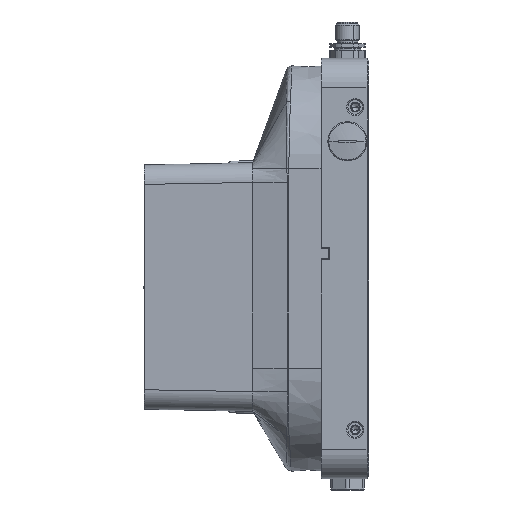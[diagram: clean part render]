
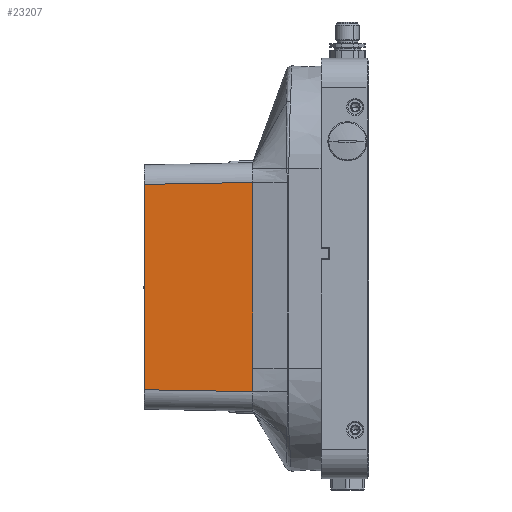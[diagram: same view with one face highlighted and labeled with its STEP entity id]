
A CAD part, front view. The second image highlights one B-rep face of the part: STEP entity #23207.
In plain terms, the highlighted face is planar.
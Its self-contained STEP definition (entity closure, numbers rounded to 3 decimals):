
#18334=CARTESIAN_POINT('',(-31.5,48.,52.502));
#18362=CARTESIAN_POINT('',(-31.5,48.,-52.502));
#18373=DIRECTION('',(0.,0.,1.));
#18374=VECTOR('',#18373,105.003);
#18375=CARTESIAN_POINT('',(-31.5,48.,-52.502));
#18376=LINE('',#18375,#18374);
#18408=DIRECTION('',(-1.,-0.017,-0.017));
#18409=VECTOR('',#18408,55.517);
#18410=CARTESIAN_POINT('',(24.,48.969,53.47));
#18411=LINE('',#18410,#18409);
#18415=DIRECTION('',(1.,0.017,-0.017));
#18416=VECTOR('',#18415,55.517);
#18417=CARTESIAN_POINT('',(-31.5,48.,-52.502));
#18418=LINE('',#18417,#18416);
#18422=DIRECTION('',(0.,0.,1.));
#18423=VECTOR('',#18422,94.97);
#18424=CARTESIAN_POINT('',(24.,48.969,-53.47));
#18425=LINE('',#18424,#18423);
#18429=DIRECTION('',(0.,0.,1.));
#18430=VECTOR('',#18429,11.97);
#18431=CARTESIAN_POINT('',(24.,48.969,41.5));
#18432=LINE('',#18431,#18430);
#22708=VERTEX_POINT('',#18334);
#22719=VERTEX_POINT('',#18362);
#22725=CARTESIAN_POINT('',(24.,48.969,53.47));
#22726=VERTEX_POINT('',#22725);
#22733=CARTESIAN_POINT('',(24.,48.969,-53.47));
#22734=VERTEX_POINT('',#22733);
#22737=CARTESIAN_POINT('',(24.,48.969,41.5));
#22738=VERTEX_POINT('',#22737);
#23192=CARTESIAN_POINT('',(-31.5,48.,-64.505));
#23193=DIRECTION('',(-0.017,1.,0.));
#23194=DIRECTION('',(0.,0.,1.));
#23195=AXIS2_PLACEMENT_3D('',#23192,#23193,#23194);
#23196=PLANE('',#23195);
#23197=ORIENTED_EDGE('',*,*,#23182,.T.);
#23198=ORIENTED_EDGE('',*,*,#23162,.F.);
#23200=ORIENTED_EDGE('',*,*,#23199,.T.);
#23202=ORIENTED_EDGE('',*,*,#23201,.T.);
#23204=ORIENTED_EDGE('',*,*,#23203,.T.);
#23205=EDGE_LOOP('',(#23197,#23198,#23200,#23202,#23204));
#23206=FACE_OUTER_BOUND('',#23205,.F.);
#23207=ADVANCED_FACE('',(#23206),#23196,.T.);
#23162=EDGE_CURVE('',#22719,#22708,#18376,.T.);
#23182=EDGE_CURVE('',#22726,#22708,#18411,.T.);
#23199=EDGE_CURVE('',#22719,#22734,#18418,.T.);
#23201=EDGE_CURVE('',#22734,#22738,#18425,.T.);
#23203=EDGE_CURVE('',#22738,#22726,#18432,.T.);
